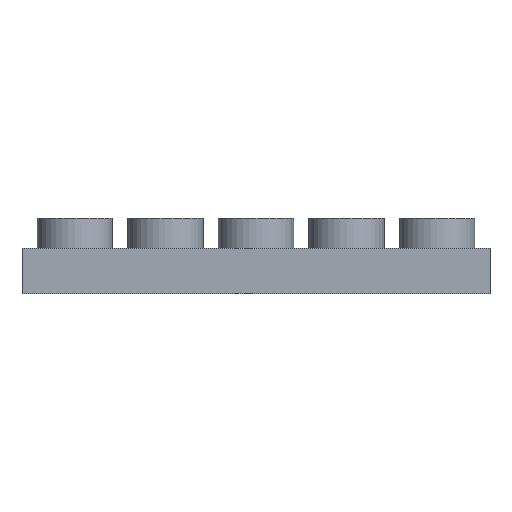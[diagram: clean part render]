
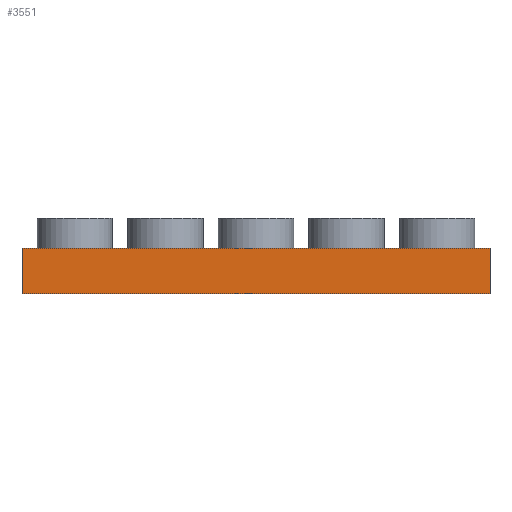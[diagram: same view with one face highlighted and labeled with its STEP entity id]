
A CAD part, front view. The second image highlights one B-rep face of the part: STEP entity #3551.
In plain terms, the highlighted planar face has unit normal (0, -1, 0).
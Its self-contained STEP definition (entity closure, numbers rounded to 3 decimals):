
#415=FACE_OUTER_BOUND('',#671,.T.);
#671=EDGE_LOOP('',(#2921,#2922,#2923,#2924));
#1128=LINE('',#5659,#1490);
#1131=LINE('',#5689,#1493);
#1132=LINE('',#5691,#1494);
#1133=LINE('',#5692,#1495);
#1490=VECTOR('',#4532,10.);
#1493=VECTOR('',#4585,10.);
#1494=VECTOR('',#4586,10.);
#1495=VECTOR('',#4587,10.);
#1752=VERTEX_POINT('',#5656);
#1753=VERTEX_POINT('',#5658);
#1755=VERTEX_POINT('',#5688);
#1756=VERTEX_POINT('',#5690);
#2160=EDGE_CURVE('',#1752,#1753,#1128,.T.);
#2163=EDGE_CURVE('',#1755,#1752,#1131,.T.);
#2164=EDGE_CURVE('',#1756,#1755,#1132,.T.);
#2165=EDGE_CURVE('',#1756,#1753,#1133,.T.);
#2921=ORIENTED_EDGE('',*,*,#2163,.F.);
#2922=ORIENTED_EDGE('',*,*,#2164,.F.);
#2923=ORIENTED_EDGE('',*,*,#2165,.T.);
#2924=ORIENTED_EDGE('',*,*,#2160,.F.);
#3370=PLANE('',#3821);
#3551=ADVANCED_FACE('',(#415),#3370,.T.);
#3821=AXIS2_PLACEMENT_3D('',#5687,#4583,#4584);
#4532=DIRECTION('',(1.,0.,0.));
#4583=DIRECTION('center_axis',(0.,-1.,0.));
#4584=DIRECTION('ref_axis',(-1.,0.,0.));
#4585=DIRECTION('',(0.,0.,1.));
#4586=DIRECTION('',(-1.,0.,0.));
#4587=DIRECTION('',(0.,0.,1.));
#5656=CARTESIAN_POINT('',(0.,0.,4.));
#5658=CARTESIAN_POINT('',(62.,0.,4.));
#5659=CARTESIAN_POINT('',(0.,0.,4.));
#5687=CARTESIAN_POINT('Origin',(62.,0.,0.));
#5688=CARTESIAN_POINT('',(0.,0.,-2.));
#5689=CARTESIAN_POINT('',(0.,0.,0.));
#5690=CARTESIAN_POINT('',(62.,0.,-2.));
#5691=CARTESIAN_POINT('',(0.,0.,-2.));
#5692=CARTESIAN_POINT('',(62.,0.,0.));
